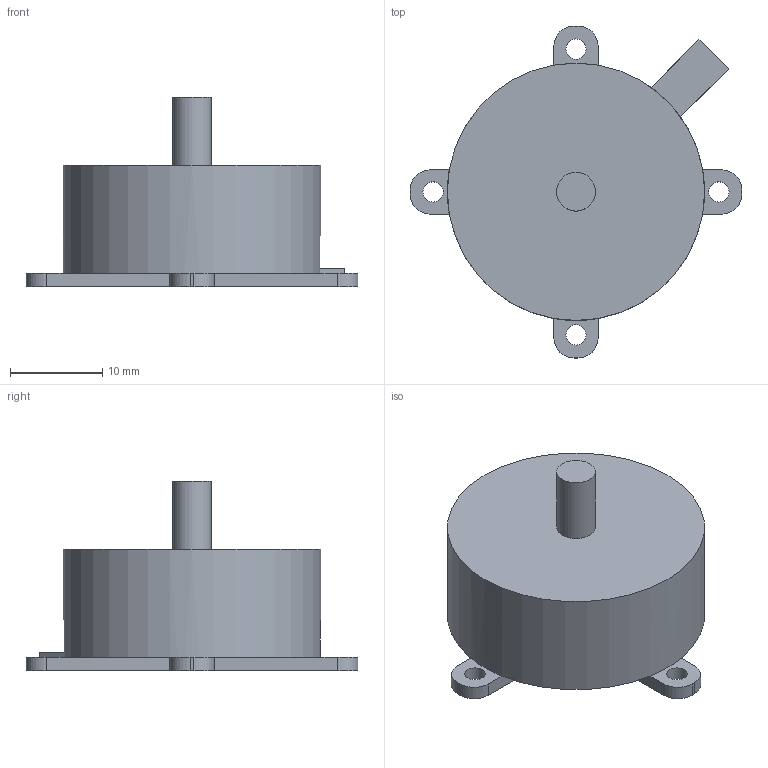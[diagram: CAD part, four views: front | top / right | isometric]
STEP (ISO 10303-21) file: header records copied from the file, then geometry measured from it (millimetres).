
FILE_DESCRIPTION(/* description */ (''),/* implementation_level */ '2;1');
FILE_NAME(/* name */ 'moteur_projet v5.step',/* time_stamp */ '2025-09-30T17:25:56+02:00',/* author */ (''),/* organization */ (''),/* preprocessor_version */ 'ST-DEVELOPER v20.1',/* originating_system */ 'Autodesk Translation Framework v14.17.0.0',/* authorisation */ '');
FILE_SCHEMA (('AUTOMOTIVE_DESIGN { 1 0 10303 214 3 1 1 }'));
Length unit declared in the file: millimetre
Products named in the file (1): moteur_projet
Bounding box: 36 x 36 x 20.6 mm (x, y, z)
Volume: 7862.2 mm3; surface area: 2800.1 mm2
Topology: 1 solids, 1 shells, 44 faces, 115 edges, 74 vertices
Faces by surface type: plane 30, cylinder 14
Full cylindrical faces by diameter (mm): 2.2 x4, 4.2 x1, 27.9 x1
Entity records: 1402 total; most frequent: DIRECTION 243, CARTESIAN_POINT 234, ORIENTED_EDGE 230, EDGE_CURVE 115, AXIS2_PLACEMENT_3D 83, LINE 77, VECTOR 77, VERTEX_POINT 74
